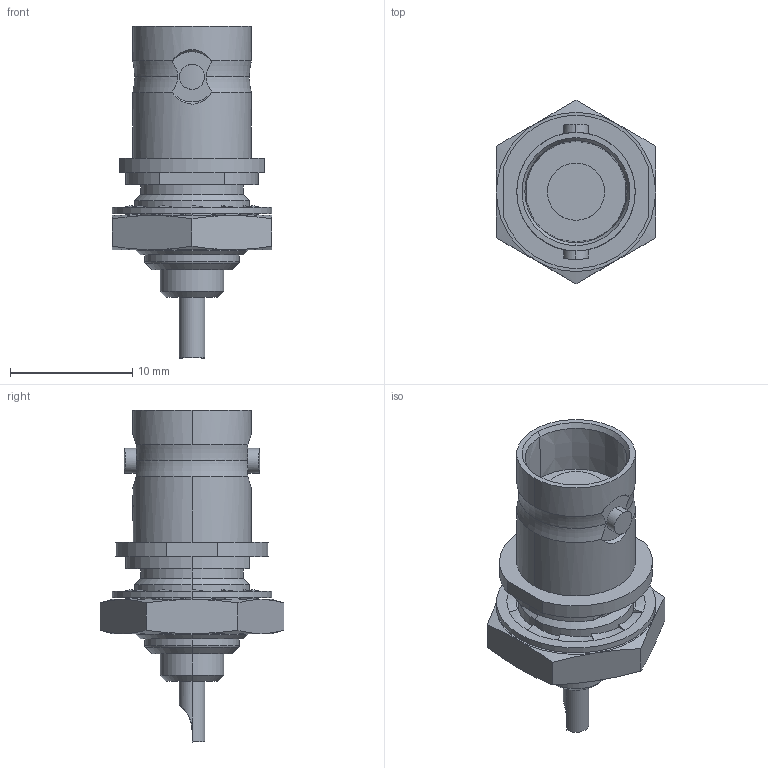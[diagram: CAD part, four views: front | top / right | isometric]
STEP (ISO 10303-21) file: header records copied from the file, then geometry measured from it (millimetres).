
FILE_DESCRIPTION (( 'STEP AP214' ), '1' );
FILE_NAME ('J01001A1219.STEP', '2013-06-24T13:58:45', ( 'Wartung1' ), ( '' ), 'SwSTEP 2.0', 'SolidWorks 2013', '' );
FILE_SCHEMA (( 'AUTOMOTIVE_DESIGN' ));
Length unit declared in the file: millimetre
Products named in the file (1): J01001A1219
Bounding box: 13 x 15.01 x 27.12 mm (x, y, z)
Volume: 1523.1 mm3; surface area: 1406.5 mm2
Topology: 2 solids, 2 shells, 216 faces, 515 edges, 319 vertices
Faces by surface type: plane 100, cylinder 36, bspline 36, cone 36, torus 8
Entity records: 9240 total; most frequent: CARTESIAN_POINT 2151, ORIENTED_EDGE 1030, DIRECTION 868, EDGE_CURVE 515, VERTEX_POINT 319, AXIS2_PLACEMENT_3D 296, LINE 276, VECTOR 276
